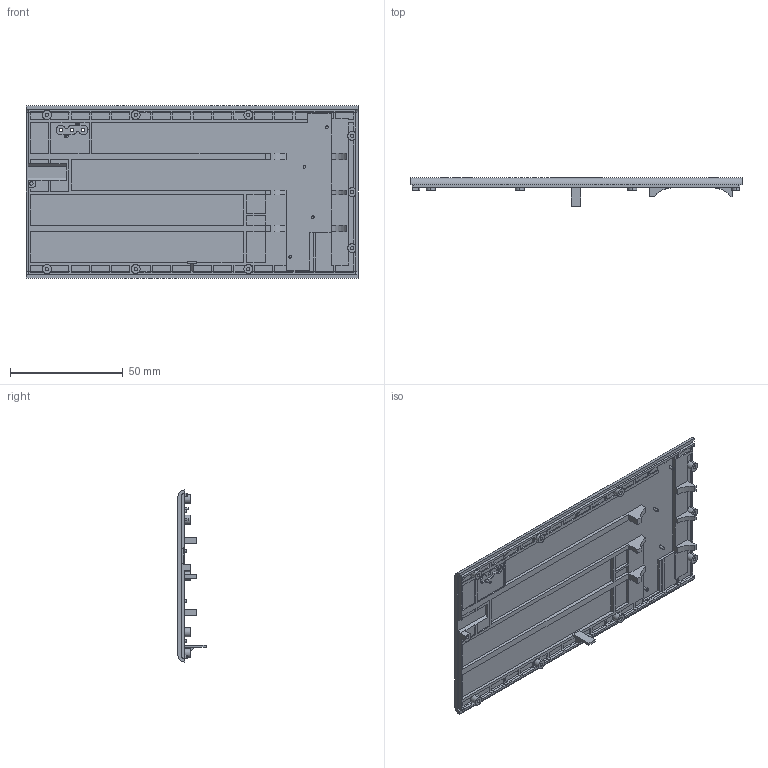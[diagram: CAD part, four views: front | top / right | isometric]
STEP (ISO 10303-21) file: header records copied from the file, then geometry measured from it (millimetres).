
FILE_DESCRIPTION (( 'STEP AP214' ), '1' );
FILE_NAME ('Phontonicat Front Panel.STEP', '2025-11-13T05:59:47', ( '' ), ( '' ), 'SwSTEP 2.0', 'SolidWorks 2024', '' );
FILE_SCHEMA (( 'AUTOMOTIVE_DESIGN' ));
Length unit declared in the file: millimetre
Products named in the file (1): Phontonicat Front Panel
Bounding box: 147.5 x 12.5 x 76.5 mm (x, y, z)
Volume: 23447.8 mm3; surface area: 27663.5 mm2
Topology: 1 solids, 1 shells, 772 faces, 2160 edges, 1435 vertices
Faces by surface type: plane 534, cylinder 127, bspline 111
Entity records: 26778 total; most frequent: CARTESIAN_POINT 7362, ORIENTED_EDGE 4320, DIRECTION 3536, EDGE_CURVE 2160, LINE 1640, VECTOR 1640, VERTEX_POINT 1435, AXIS2_PLACEMENT_3D 948
